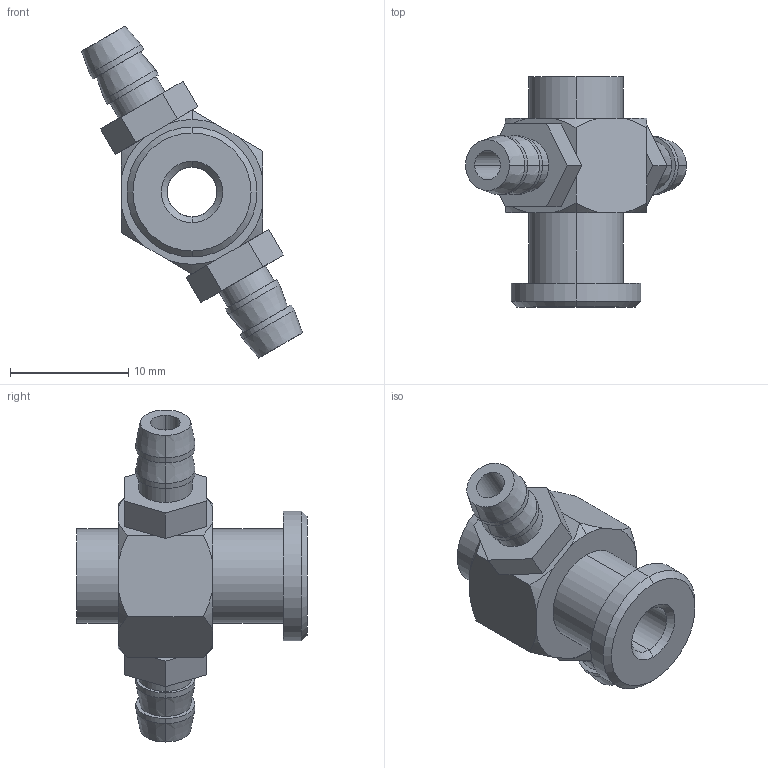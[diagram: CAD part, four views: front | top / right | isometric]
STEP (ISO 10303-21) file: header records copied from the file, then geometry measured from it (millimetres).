
FILE_DESCRIPTION (( 'STEP AP203' ), '1' );
FILE_NAME ('DL1-TSKM5A.STEP', '2018-06-04T05:20:50', ( '' ), ( '' ), 'SwSTEP 2.0', 'SolidWorks 2014', '' );
FILE_SCHEMA (( 'CONFIG_CONTROL_DESIGN' ));
Length unit declared in the file: millimetre
Products named in the file (3): DL45-1011-010; M5鞠瘍苤脣郋; DL1-TSKM5A
Assembly tree (3 placements, depth 2):
  DL1-TSKM5A
    DL45-1011-010
    M5鞠瘍苤脣郋  x2
Bounding box: 18.72 x 19.5 x 28.13 mm (x, y, z)
Volume: 1701.6 mm3; surface area: 2001.2 mm2
Topology: 3 solids, 3 shells, 97 faces, 224 edges, 142 vertices
Faces by surface type: plane 35, cylinder 34, cone 28
Entity records: 2467 total; most frequent: CARTESIAN_POINT 495, DIRECTION 354, ORIENTED_EDGE 336, EDGE_CURVE 168, AXIS2_PLACEMENT_3D 141, VERTEX_POINT 106, EDGE_LOOP 84, VECTOR 72
